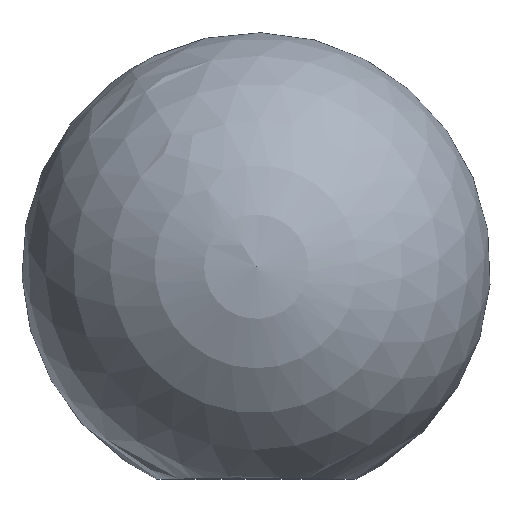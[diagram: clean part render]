
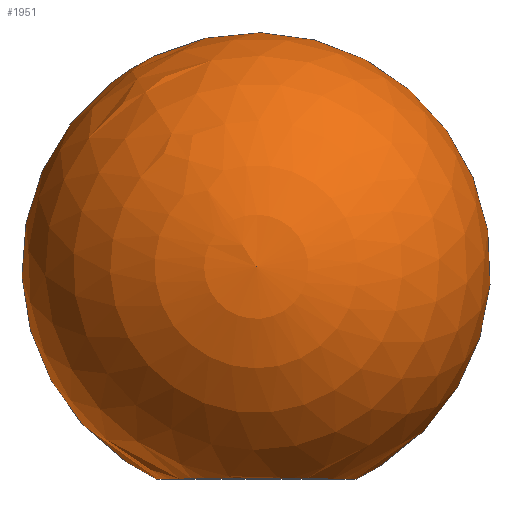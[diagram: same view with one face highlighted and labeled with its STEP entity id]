
A CAD part, top view. The second image highlights one B-rep face of the part: STEP entity #1951.
In plain terms, the highlighted spherical face has radius 15 mm.
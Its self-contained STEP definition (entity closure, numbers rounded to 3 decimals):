
#603 = EDGE_CURVE ( 'NONE', #9786, #9786, #5877, .T. ) ;
#1549 = CARTESIAN_POINT ( 'NONE',  ( 0., 0., 0. ) ) ;
#1666 = CARTESIAN_POINT ( 'NONE',  ( 0., -13.566, -6.4 ) ) ;
#1951 = ADVANCED_FACE ( 'NONE', ( #2383 ), #6249, .T. ) ;
#1966 = DIRECTION ( 'NONE',  ( 0., -1., 0. ) ) ;
#2033 = CARTESIAN_POINT ( 'NONE',  ( 0., -13.566, 0. ) ) ;
#2383 = FACE_OUTER_BOUND ( 'NONE', #8370, .T. ) ;
#2569 = AXIS2_PLACEMENT_3D ( 'NONE', #2033, #1966, #5959 ) ;
#3232 = DIRECTION ( 'NONE',  ( 1., 0., 0. ) ) ;
#5663 = ORIENTED_EDGE ( 'NONE', *, *, #603, .F. ) ;
#5877 = CIRCLE ( 'NONE', #2569, 6.4 ) ;
#5959 = DIRECTION ( 'NONE',  ( 0., 0., -1. ) ) ;
#6249 = SPHERICAL_SURFACE ( 'NONE', #7710, 15. ) ;
#7710 = AXIS2_PLACEMENT_3D ( 'NONE', #1549, #7963, #3232 ) ;
#7963 = DIRECTION ( 'NONE',  ( 0., 0., 1. ) ) ;
#8370 = EDGE_LOOP ( 'NONE', ( #5663 ) ) ;
#9786 = VERTEX_POINT ( 'NONE', #1666 ) ;
